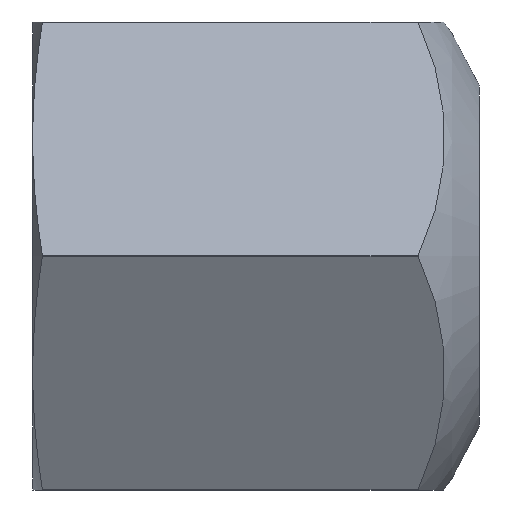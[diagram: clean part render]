
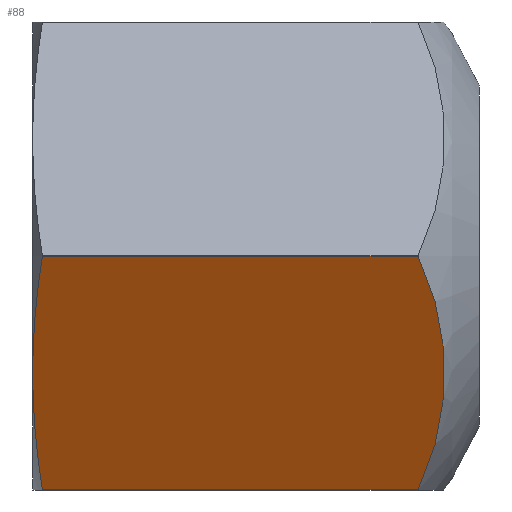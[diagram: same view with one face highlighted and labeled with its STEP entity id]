
A CAD part, front view. The second image highlights one B-rep face of the part: STEP entity #88.
In plain terms, the highlighted planar face has unit normal (0, -0.866, -0.5).
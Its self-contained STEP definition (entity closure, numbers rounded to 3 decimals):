
#88 = ADVANCED_FACE( '', ( #179 ), #180, .F. );
#179 = FACE_OUTER_BOUND( '', #264, .T. );
#180 = PLANE( '', #265 );
#264 = EDGE_LOOP( '', ( #445, #446, #447, #448, #449 ) );
#265 = AXIS2_PLACEMENT_3D( '', #450, #451, #452 );
#445 = ORIENTED_EDGE( '', *, *, #485, .F. );
#446 = ORIENTED_EDGE( '', *, *, #542, .T. );
#447 = ORIENTED_EDGE( '', *, *, #513, .F. );
#448 = ORIENTED_EDGE( '', *, *, #550, .F. );
#449 = ORIENTED_EDGE( '', *, *, #534, .F. );
#450 = CARTESIAN_POINT( '', ( 0., -12.702, 0. ) );
#451 = DIRECTION( '', ( 0., 0.866, 0.5 ) );
#452 = DIRECTION( '', ( 0., -0.5, 0.866 ) );
#485 = EDGE_CURVE( '', #566, #561, #568, .F. );
#513 = EDGE_CURVE( '', #612, #614, #615, .T. );
#534 = EDGE_CURVE( '', #561, #575, #644, .T. );
#542 = EDGE_CURVE( '', #566, #614, #654, .F. );
#550 = EDGE_CURVE( '', #575, #612, #662, .T. );
#561 = VERTEX_POINT( '', #673 );
#566 = VERTEX_POINT( '', #679 );
#568 = LINE( '', #681, #682 );
#575 = VERTEX_POINT( '', #689 );
#612 = VERTEX_POINT( '', #750 );
#614 = VERTEX_POINT( '', #752 );
#615 = LINE( '', #753, #754 );
#644 = B_SPLINE_CURVE_WITH_KNOTS( '', 3, ( #801, #802, #803, #804, #805, #806 ), .UNSPECIFIED., .F., .F., ( 4, 2, 4 ), ( 0., 0.003, 0.006 ), .UNSPECIFIED. );
#654 = CIRCLE( '', #821, 16.703 );
#662 = B_SPLINE_CURVE_WITH_KNOTS( '', 3, ( #836, #837, #838, #839, #840, #841 ), .UNSPECIFIED., .F., .F., ( 4, 2, 4 ), ( 0.006, 0.01, 0.013 ), .UNSPECIFIED. );
#673 = CARTESIAN_POINT( '', ( -20.544, -6.353, -10.997 ) );
#679 = CARTESIAN_POINT( '', ( -2.88, -6.353, -10.997 ) );
#681 = CARTESIAN_POINT( '', ( 0., -6.353, -10.997 ) );
#682 = VECTOR( '', #864, 1000. );
#689 = CARTESIAN_POINT( '', ( -21., -9.526, -5.5 ) );
#750 = CARTESIAN_POINT( '', ( -20.544, -12.7, -0.003 ) );
#752 = CARTESIAN_POINT( '', ( -2.88, -12.7, -0.003 ) );
#753 = CARTESIAN_POINT( '', ( 0., -12.7, -0.003 ) );
#754 = VECTOR( '', #908, 1000. );
#801 = CARTESIAN_POINT( '', ( -20.544, -6.353, -10.997 ) );
#802 = CARTESIAN_POINT( '', ( -20.686, -6.882, -10.081 ) );
#803 = CARTESIAN_POINT( '', ( -20.801, -7.41, -9.165 ) );
#804 = CARTESIAN_POINT( '', ( -20.958, -8.468, -7.332 ) );
#805 = CARTESIAN_POINT( '', ( -21., -8.997, -6.416 ) );
#806 = CARTESIAN_POINT( '', ( -21., -9.526, -5.5 ) );
#821 = AXIS2_PLACEMENT_3D( '', #945, #946, #947 );
#836 = CARTESIAN_POINT( '', ( -21., -9.526, -5.5 ) );
#837 = CARTESIAN_POINT( '', ( -21., -10.055, -4.584 ) );
#838 = CARTESIAN_POINT( '', ( -20.958, -10.584, -3.668 ) );
#839 = CARTESIAN_POINT( '', ( -20.801, -11.642, -1.835 ) );
#840 = CARTESIAN_POINT( '', ( -20.686, -12.171, -0.919 ) );
#841 = CARTESIAN_POINT( '', ( -20.544, -12.7, -0.003 ) );
#864 = DIRECTION( '', ( 1., 0., 0. ) );
#908 = DIRECTION( '', ( 1., 0., 0. ) );
#945 = CARTESIAN_POINT( '', ( -18.33, -9.526, -5.5 ) );
#946 = DIRECTION( '', ( 0., 0.866, 0.5 ) );
#947 = DIRECTION( '', ( 0., -0.5, 0.866 ) );
